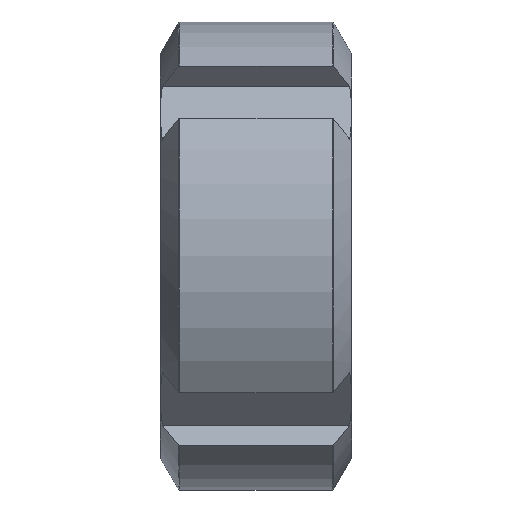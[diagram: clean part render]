
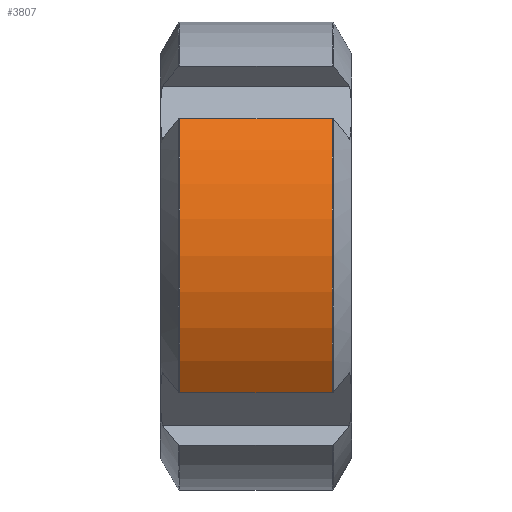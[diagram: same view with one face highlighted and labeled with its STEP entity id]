
A CAD part, top view. The second image highlights one B-rep face of the part: STEP entity #3807.
In plain terms, the highlighted cylindrical face has radius 22 mm (diameter 44 mm), a partial arc.
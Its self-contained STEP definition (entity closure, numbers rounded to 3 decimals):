
#153 = CARTESIAN_POINT ( 'NONE',  ( 0., -12.883, 17.833 ) ) ;
#169 = AXIS2_PLACEMENT_3D ( 'NONE', #3318, #9869, #15105 ) ;
#320 = LINE ( 'NONE', #14451, #5655 ) ;
#322 = AXIS2_PLACEMENT_3D ( 'NONE', #1627, #2997, #12157 ) ;
#611 = EDGE_CURVE ( 'NONE', #953, #11148, #3002, .T. ) ;
#953 = VERTEX_POINT ( 'NONE', #12865 ) ;
#970 = EDGE_CURVE ( 'NONE', #11148, #11073, #320, .T. ) ;
#1099 = CARTESIAN_POINT ( 'NONE',  ( -1.848, 0., 0. ) ) ;
#1627 = CARTESIAN_POINT ( 'NONE',  ( 0., 0., 0. ) ) ;
#2508 = LINE ( 'NONE', #153, #12944 ) ;
#2997 = DIRECTION ( 'NONE',  ( 1., 0., 0. ) ) ;
#3002 = CIRCLE ( 'NONE', #8326, 22. ) ;
#3318 = CARTESIAN_POINT ( 'NONE',  ( -16.152, 0., 0. ) ) ;
#3807 = ADVANCED_FACE ( 'NONE', ( #12311 ), #9617, .T. ) ;
#5137 = DIRECTION ( 'NONE',  ( 0., -1., 0. ) ) ;
#5652 = ORIENTED_EDGE ( 'NONE', *, *, #611, .T. ) ;
#5655 = VECTOR ( 'NONE', #9210, 1000. ) ;
#6667 = CARTESIAN_POINT ( 'NONE',  ( -16.152, 12.883, 17.833 ) ) ;
#6730 = CIRCLE ( 'NONE', #169, 22. ) ;
#6983 = EDGE_CURVE ( 'NONE', #10929, #953, #2508, .T. ) ;
#8326 = AXIS2_PLACEMENT_3D ( 'NONE', #1099, #12957, #5137 ) ;
#8762 = EDGE_CURVE ( 'NONE', #11073, #10929, #6730, .T. ) ;
#9210 = DIRECTION ( 'NONE',  ( -1., 0., 0. ) ) ;
#9617 = CYLINDRICAL_SURFACE ( 'NONE', #322, 22. ) ;
#9665 = ORIENTED_EDGE ( 'NONE', *, *, #6983, .T. ) ;
#9869 = DIRECTION ( 'NONE',  ( 1., 0., 0. ) ) ;
#10336 = CARTESIAN_POINT ( 'NONE',  ( -16.152, -12.883, 17.833 ) ) ;
#10600 = ORIENTED_EDGE ( 'NONE', *, *, #8762, .T. ) ;
#10725 = EDGE_LOOP ( 'NONE', ( #9665, #5652, #14841, #10600 ) ) ;
#10929 = VERTEX_POINT ( 'NONE', #10336 ) ;
#11073 = VERTEX_POINT ( 'NONE', #6667 ) ;
#11148 = VERTEX_POINT ( 'NONE', #11943 ) ;
#11886 = DIRECTION ( 'NONE',  ( 1., 0., 0. ) ) ;
#11943 = CARTESIAN_POINT ( 'NONE',  ( -1.848, 12.883, 17.833 ) ) ;
#12157 = DIRECTION ( 'NONE',  ( 0., 1., 0. ) ) ;
#12311 = FACE_OUTER_BOUND ( 'NONE', #10725, .T. ) ;
#12865 = CARTESIAN_POINT ( 'NONE',  ( -1.848, -12.883, 17.833 ) ) ;
#12944 = VECTOR ( 'NONE', #11886, 1000. ) ;
#12957 = DIRECTION ( 'NONE',  ( -1., 0., 0. ) ) ;
#14451 = CARTESIAN_POINT ( 'NONE',  ( 0., 12.883, 17.833 ) ) ;
#14841 = ORIENTED_EDGE ( 'NONE', *, *, #970, .T. ) ;
#15105 = DIRECTION ( 'NONE',  ( 0., -1., 0. ) ) ;
